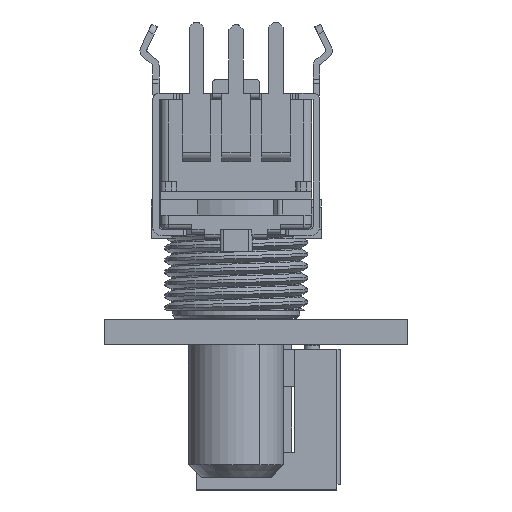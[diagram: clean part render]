
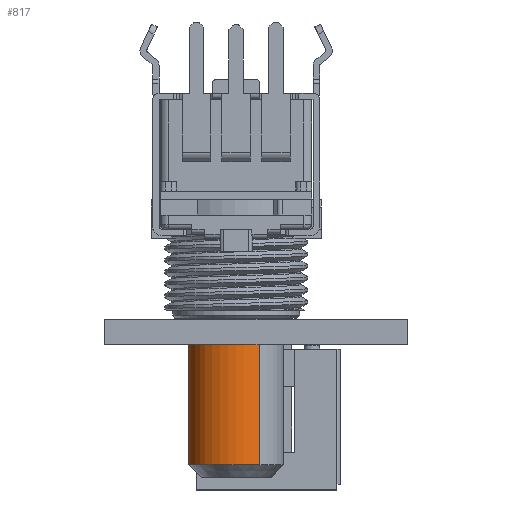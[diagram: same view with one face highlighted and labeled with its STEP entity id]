
A CAD part, left-side view. The second image highlights one B-rep face of the part: STEP entity #817.
In plain terms, the highlighted cylindrical face has radius 3 mm (diameter 6 mm), a partial arc.
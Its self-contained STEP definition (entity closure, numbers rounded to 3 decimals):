
#817 = ADVANCED_FACE('',(#818),#871,.T.);
#818 = FACE_BOUND('',#819,.T.);
#819 = EDGE_LOOP('',(#820,#831,#839,#848,#856,#865));
#820 = ORIENTED_EDGE('',*,*,#821,.T.);
#821 = EDGE_CURVE('',#822,#824,#826,.T.);
#822 = VERTEX_POINT('',#823);
#823 = CARTESIAN_POINT('',(-3.,0.,-16.7));
#824 = VERTEX_POINT('',#825);
#825 = CARTESIAN_POINT('',(1.5,-2.598,-16.7));
#826 = CIRCLE('',#827,3.);
#827 = AXIS2_PLACEMENT_3D('',#828,#829,#830);
#828 = CARTESIAN_POINT('',(0.,0.,-16.7)
  );
#829 = DIRECTION('',(0.,0.,1.));
#830 = DIRECTION('',(-0.5,0.866,0.));
#831 = ORIENTED_EDGE('',*,*,#832,.T.);
#832 = EDGE_CURVE('',#824,#833,#835,.T.);
#833 = VERTEX_POINT('',#834);
#834 = CARTESIAN_POINT('',(1.5,-2.598,-7.5));
#835 = LINE('',#836,#837);
#836 = CARTESIAN_POINT('',(1.5,-2.598,13.754));
#837 = VECTOR('',#838,1.);
#838 = DIRECTION('',(0.,0.,1.));
#839 = ORIENTED_EDGE('',*,*,#840,.F.);
#840 = EDGE_CURVE('',#841,#833,#843,.T.);
#841 = VERTEX_POINT('',#842);
#842 = CARTESIAN_POINT('',(-1.5,2.598,-7.5));
#843 = CIRCLE('',#844,3.);
#844 = AXIS2_PLACEMENT_3D('',#845,#846,#847);
#845 = CARTESIAN_POINT('',(0.,0.,-7.5));
#846 = DIRECTION('',(-0.,0.,1.));
#847 = DIRECTION('',(-1.,0.,-0.));
#848 = ORIENTED_EDGE('',*,*,#849,.F.);
#849 = EDGE_CURVE('',#850,#841,#852,.T.);
#850 = VERTEX_POINT('',#851);
#851 = CARTESIAN_POINT('',(-1.5,2.598,-10.5));
#852 = LINE('',#853,#854);
#853 = CARTESIAN_POINT('',(-1.5,2.598,13.754));
#854 = VECTOR('',#855,1.);
#855 = DIRECTION('',(0.,0.,1.));
#856 = ORIENTED_EDGE('',*,*,#857,.F.);
#857 = EDGE_CURVE('',#858,#850,#860,.T.);
#858 = VERTEX_POINT('',#859);
#859 = CARTESIAN_POINT('',(-3.,0.,-10.5));
#860 = CIRCLE('',#861,3.);
#861 = AXIS2_PLACEMENT_3D('',#862,#863,#864);
#862 = CARTESIAN_POINT('',(0.,0.,-10.5)
  );
#863 = DIRECTION('',(0.,0.,-1.));
#864 = DIRECTION('',(0.5,-0.866,0.));
#865 = ORIENTED_EDGE('',*,*,#866,.T.);
#866 = EDGE_CURVE('',#858,#822,#867,.T.);
#867 = LINE('',#868,#869);
#868 = CARTESIAN_POINT('',(-3.,0.,-10.5));
#869 = VECTOR('',#870,1.);
#870 = DIRECTION('',(0.,0.,-1.));
#871 = CYLINDRICAL_SURFACE('',#872,3.);
#872 = AXIS2_PLACEMENT_3D('',#873,#874,#875);
#873 = CARTESIAN_POINT('',(0.,0.,
    13.754));
#874 = DIRECTION('',(0.,0.,1.));
#875 = DIRECTION('',(-0.5,0.866,0.));
